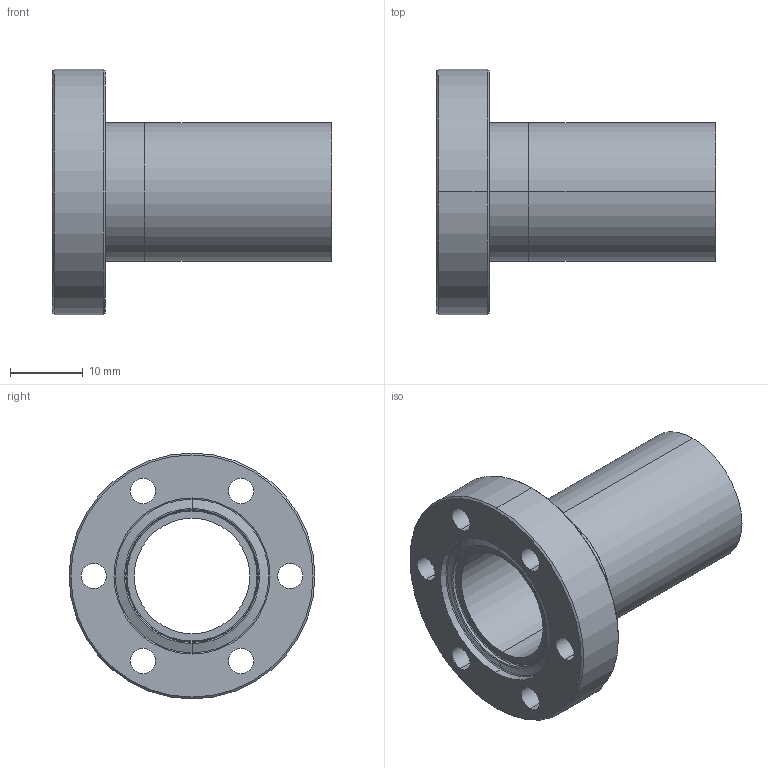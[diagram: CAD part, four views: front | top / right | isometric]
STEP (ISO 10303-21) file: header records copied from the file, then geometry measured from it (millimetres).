
FILE_DESCRIPTION (( 'STEP AP214' ), '1' );
FILE_NAME ('401021.STEP', '2024-01-21T08:13:59', ( '' ), ( '' ), 'SwSTEP 2.0', 'SolidWorks 2022', '' );
FILE_SCHEMA (( 'AUTOMOTIVE_DESIGN' ));
Length unit declared in the file: inch
Products named in the file (3): 940100; 130004; 401021
Assembly tree (2 placements, depth 2):
  401021
    130004
    940100
Bounding box: 38.35 x 33.78 x 33.78 mm (x, y, z)
Volume: 6276.3 mm3; surface area: 6663.3 mm2
Topology: 2 solids, 2 shells, 51 faces, 114 edges, 70 vertices
Faces by surface type: cylinder 26, cone 10, torus 8, plane 7
Entity records: 1754 total; most frequent: DIRECTION 304, CARTESIAN_POINT 240, ORIENTED_EDGE 228, AXIS2_PLACEMENT_3D 134, EDGE_CURVE 114, CIRCLE 78, VERTEX_POINT 70, EDGE_LOOP 70
